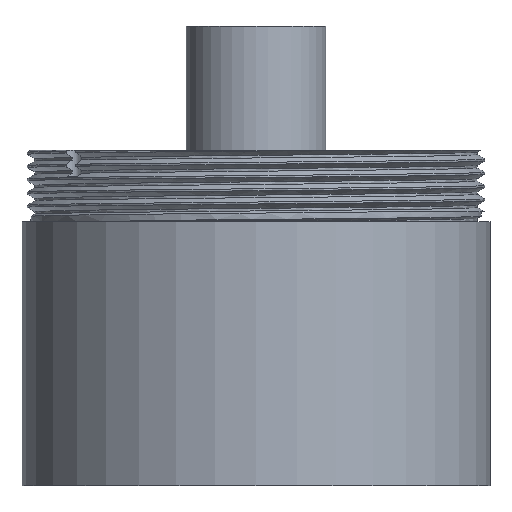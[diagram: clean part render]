
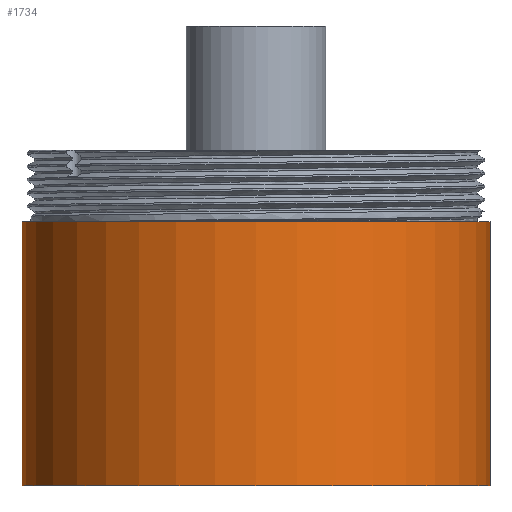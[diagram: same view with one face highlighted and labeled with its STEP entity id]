
A CAD part, front view. The second image highlights one B-rep face of the part: STEP entity #1734.
In plain terms, the highlighted cylindrical face has radius 26.5 mm (diameter 53 mm), a full revolution.
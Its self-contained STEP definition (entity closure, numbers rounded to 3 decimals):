
#147=FACE_OUTER_BOUND('',#244,.T.);
#244=EDGE_LOOP('',(#1381,#1382,#1383,#1384));
#428=CIRCLE('',#1809,26.5);
#440=CIRCLE('',#1845,26.5);
#549=LINE('',#5004,#630);
#630=VECTOR('',#2103,26.5);
#703=VERTEX_POINT('',#2900);
#770=VERTEX_POINT('',#5002);
#883=EDGE_CURVE('',#703,#703,#428,.T.);
#987=EDGE_CURVE('',#770,#770,#440,.T.);
#988=EDGE_CURVE('',#770,#703,#549,.T.);
#1381=ORIENTED_EDGE('',*,*,#987,.F.);
#1382=ORIENTED_EDGE('',*,*,#988,.T.);
#1383=ORIENTED_EDGE('',*,*,#883,.T.);
#1384=ORIENTED_EDGE('',*,*,#988,.F.);
#1650=CYLINDRICAL_SURFACE('',#1844,26.5);
#1734=ADVANCED_FACE('',(#147),#1650,.T.);
#1809=AXIS2_PLACEMENT_3D('',#2901,#2006,#2007);
#1844=AXIS2_PLACEMENT_3D('',#5001,#2099,#2100);
#1845=AXIS2_PLACEMENT_3D('',#5003,#2101,#2102);
#2006=DIRECTION('center_axis',(0.,0.,-1.));
#2007=DIRECTION('ref_axis',(-1.,0.,0.));
#2099=DIRECTION('center_axis',(0.,0.,-1.));
#2100=DIRECTION('ref_axis',(-1.,0.,0.));
#2101=DIRECTION('center_axis',(0.,0.,-1.));
#2102=DIRECTION('ref_axis',(-1.,0.,0.));
#2103=DIRECTION('',(0.,0.,1.));
#2900=CARTESIAN_POINT('',(26.5,0.,34.393));
#2901=CARTESIAN_POINT('Origin',(0.,0.,34.393));
#5001=CARTESIAN_POINT('Origin',(0.,0.,42.493));
#5002=CARTESIAN_POINT('',(26.5,0.,4.493));
#5003=CARTESIAN_POINT('Origin',(0.,0.,4.493));
#5004=CARTESIAN_POINT('',(26.5,0.,42.493));
